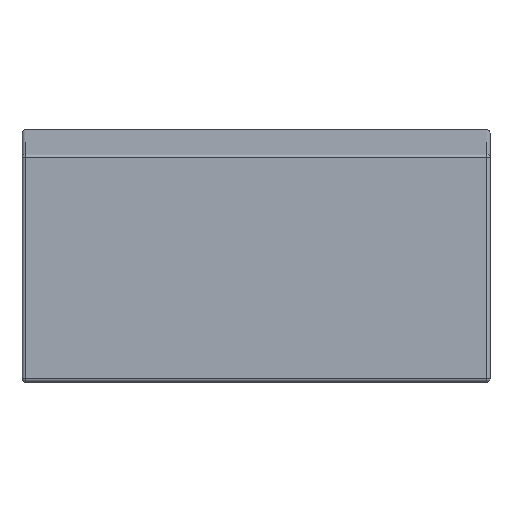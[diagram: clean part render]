
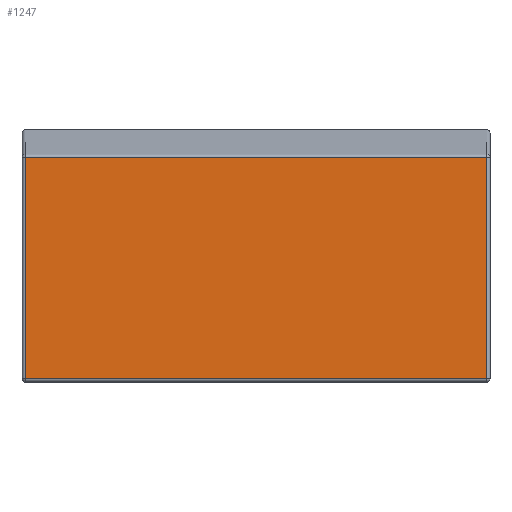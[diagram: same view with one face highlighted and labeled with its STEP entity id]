
A CAD part, front view. The second image highlights one B-rep face of the part: STEP entity #1247.
In plain terms, the highlighted planar face has unit normal (0, -1, 0).
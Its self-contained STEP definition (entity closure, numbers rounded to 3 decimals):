
#64 = VECTOR ( 'NONE', #1461, 1000. ) ;
#297 = CARTESIAN_POINT ( 'NONE',  ( 675., -65., -272.6 ) ) ;
#365 = CARTESIAN_POINT ( 'NONE',  ( -675., -65., -282.6 ) ) ;
#468 = CARTESIAN_POINT ( 'NONE',  ( 685., -65., -930. ) ) ;
#525 = CARTESIAN_POINT ( 'NONE',  ( 685., -65., -272.6 ) ) ;
#747 = DIRECTION ( 'NONE',  ( 0., 1., 0. ) ) ;
#760 = DIRECTION ( 'NONE',  ( 0., 0., 1. ) ) ;
#841 = VECTOR ( 'NONE', #2675, 1000. ) ;
#897 = EDGE_CURVE ( 'NONE', #1909, #1878, #2659, .T. ) ;
#914 = LINE ( 'NONE', #1413, #1599 ) ;
#1160 = VERTEX_POINT ( 'NONE', #2427 ) ;
#1247 = ADVANCED_FACE ( 'NONE', ( #2942 ), #1292, .F. ) ;
#1292 = PLANE ( 'NONE',  #1359 ) ;
#1359 = AXIS2_PLACEMENT_3D ( 'NONE', #525, #747, #760 ) ;
#1413 = CARTESIAN_POINT ( 'NONE',  ( -675., -65., -272.6 ) ) ;
#1461 = DIRECTION ( 'NONE',  ( -1., 0., 0. ) ) ;
#1485 = LINE ( 'NONE', #1955, #64 ) ;
#1506 = EDGE_CURVE ( 'NONE', #2917, #1909, #914, .T. ) ;
#1598 = ORIENTED_EDGE ( 'NONE', *, *, #1506, .T. ) ;
#1599 = VECTOR ( 'NONE', #1901, 1000. ) ;
#1644 = VECTOR ( 'NONE', #1718, 1000. ) ;
#1686 = EDGE_CURVE ( 'NONE', #1160, #2917, #1485, .T. ) ;
#1718 = DIRECTION ( 'NONE',  ( 0., 0., 1. ) ) ;
#1878 = VERTEX_POINT ( 'NONE', #2660 ) ;
#1883 = ORIENTED_EDGE ( 'NONE', *, *, #2419, .T. ) ;
#1895 = ORIENTED_EDGE ( 'NONE', *, *, #1686, .T. ) ;
#1901 = DIRECTION ( 'NONE',  ( 0., 0., -1. ) ) ;
#1909 = VERTEX_POINT ( 'NONE', #2626 ) ;
#1955 = CARTESIAN_POINT ( 'NONE',  ( 685., -65., -282.6 ) ) ;
#2329 = ORIENTED_EDGE ( 'NONE', *, *, #897, .T. ) ;
#2419 = EDGE_CURVE ( 'NONE', #1878, #1160, #2717, .T. ) ;
#2427 = CARTESIAN_POINT ( 'NONE',  ( 675., -65., -282.6 ) ) ;
#2626 = CARTESIAN_POINT ( 'NONE',  ( -675., -65., -930. ) ) ;
#2659 = LINE ( 'NONE', #468, #841 ) ;
#2660 = CARTESIAN_POINT ( 'NONE',  ( 675., -65., -930. ) ) ;
#2675 = DIRECTION ( 'NONE',  ( 1., 0., 0. ) ) ;
#2717 = LINE ( 'NONE', #297, #1644 ) ;
#2917 = VERTEX_POINT ( 'NONE', #365 ) ;
#2942 = FACE_OUTER_BOUND ( 'NONE', #3012, .T. ) ;
#3012 = EDGE_LOOP ( 'NONE', ( #1895, #1598, #2329, #1883 ) ) ;
